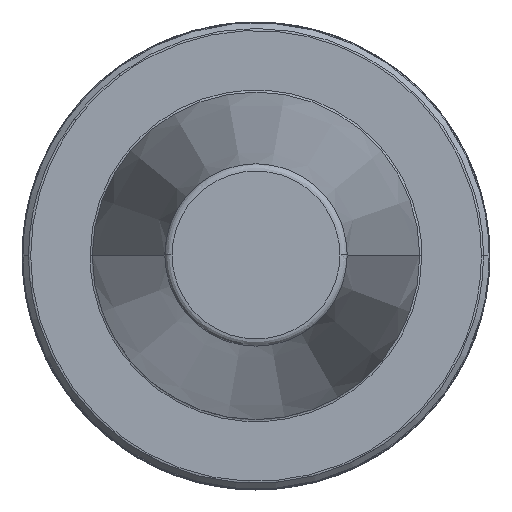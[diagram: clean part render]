
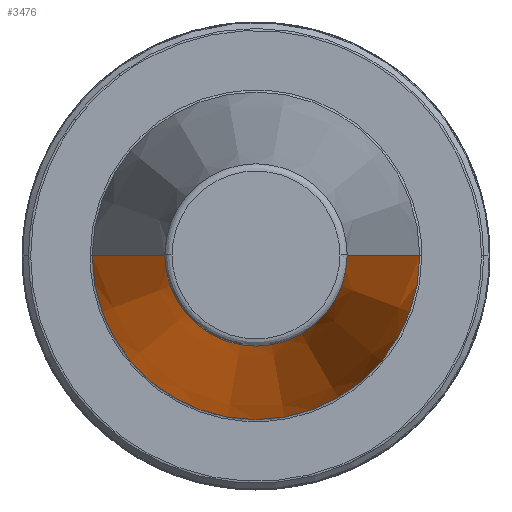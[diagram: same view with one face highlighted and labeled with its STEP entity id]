
A CAD part, top view. The second image highlights one B-rep face of the part: STEP entity #3476.
In plain terms, the highlighted conical face has half-angle 8.297 degrees and reference radius 22.225 mm.
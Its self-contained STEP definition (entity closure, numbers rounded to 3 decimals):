
#21 = DIRECTION ( 'NONE',  ( 0., 0., -1. ) ) ;
#36 = CARTESIAN_POINT ( 'NONE',  ( 0., 0., 0. ) ) ;
#62 = EDGE_CURVE ( 'NONE', #2222, #896, #3623, .T. ) ;
#194 = DIRECTION ( 'NONE',  ( 0.144, 0., -0.99 ) ) ;
#245 = ORIENTED_EDGE ( 'NONE', *, *, #321, .T. ) ;
#250 = LINE ( 'NONE', #2605, #1138 ) ;
#274 = ORIENTED_EDGE ( 'NONE', *, *, #3971, .F. ) ;
#321 = EDGE_CURVE ( 'NONE', #1986, #2222, #1250, .T. ) ;
#643 = DIRECTION ( 'NONE',  ( -0.144, 0., -0.99 ) ) ;
#675 = CARTESIAN_POINT ( 'NONE',  ( -22.225, 0., 0. ) ) ;
#713 = CONICAL_SURFACE ( 'NONE', #2433, 22.225, 0.145 ) ;
#896 = VERTEX_POINT ( 'NONE', #2656 ) ;
#912 = DIRECTION ( 'NONE',  ( -1., 0., 0. ) ) ;
#923 = DIRECTION ( 'NONE',  ( 0., 0., -1. ) ) ;
#945 = VERTEX_POINT ( 'NONE', #2552 ) ;
#984 = VECTOR ( 'NONE', #643, 1000. ) ;
#1108 = ORIENTED_EDGE ( 'NONE', *, *, #1657, .F. ) ;
#1138 = VECTOR ( 'NONE', #194, 1000. ) ;
#1239 = CIRCLE ( 'NONE', #3239, 22.225 ) ;
#1250 = CIRCLE ( 'NONE', #1827, 12.375 ) ;
#1657 = EDGE_CURVE ( 'NONE', #945, #896, #1239, .T. ) ;
#1808 = CARTESIAN_POINT ( 'NONE',  ( -12.375, 0., 67.544 ) ) ;
#1827 = AXIS2_PLACEMENT_3D ( 'NONE', #2738, #2760, #2705 ) ;
#1986 = VERTEX_POINT ( 'NONE', #3403 ) ;
#2222 = VERTEX_POINT ( 'NONE', #1808 ) ;
#2433 = AXIS2_PLACEMENT_3D ( 'NONE', #3322, #923, #912 ) ;
#2552 = CARTESIAN_POINT ( 'NONE',  ( 22.225, 0., 0. ) ) ;
#2605 = CARTESIAN_POINT ( 'NONE',  ( 22.225, 0., 0. ) ) ;
#2656 = CARTESIAN_POINT ( 'NONE',  ( -22.225, 0., 0. ) ) ;
#2705 = DIRECTION ( 'NONE',  ( -1., 0., 0. ) ) ;
#2738 = CARTESIAN_POINT ( 'NONE',  ( 0., 0., 67.544 ) ) ;
#2760 = DIRECTION ( 'NONE',  ( 0., 0., -1. ) ) ;
#2778 = FACE_OUTER_BOUND ( 'NONE', #4085, .T. ) ;
#3239 = AXIS2_PLACEMENT_3D ( 'NONE', #36, #21, #3645 ) ;
#3322 = CARTESIAN_POINT ( 'NONE',  ( 0., 0., 0. ) ) ;
#3403 = CARTESIAN_POINT ( 'NONE',  ( 12.375, 0., 67.544 ) ) ;
#3476 = ADVANCED_FACE ( 'NONE', ( #2778 ), #713, .T. ) ;
#3623 = LINE ( 'NONE', #675, #984 ) ;
#3645 = DIRECTION ( 'NONE',  ( 1., 0., 0. ) ) ;
#3747 = ORIENTED_EDGE ( 'NONE', *, *, #62, .T. ) ;
#3971 = EDGE_CURVE ( 'NONE', #1986, #945, #250, .T. ) ;
#4085 = EDGE_LOOP ( 'NONE', ( #274, #245, #3747, #1108 ) ) ;
